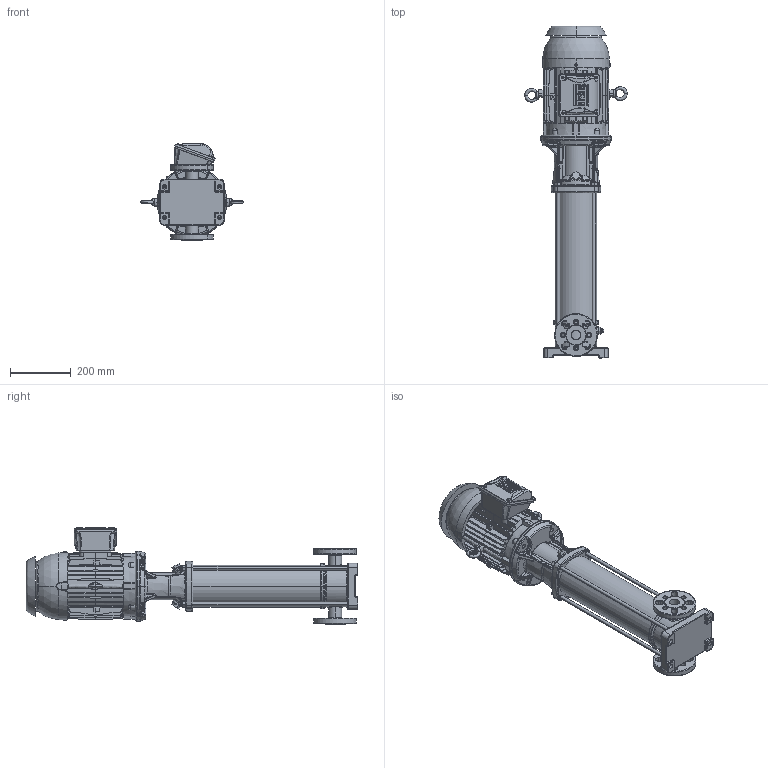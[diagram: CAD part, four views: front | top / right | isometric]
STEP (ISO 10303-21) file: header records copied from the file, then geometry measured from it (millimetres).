
FILE_DESCRIPTION (( 'STEP AP203' ), '1' );
FILE_NAME ('3350036 - MVI-15-25-5 HP-182TC-304-E-575~3.step', '2022-03-30T21:31:28', ( '' ), ( '' ), 'SwSTEP 2.0', 'SolidWorks 2021', '' );
FILE_SCHEMA (( 'CONFIG_CONTROL_DESIGN' ));
Length unit declared in the file: inch
Products named in the file (5): MVI PEO - [304-EPDM]_3304036 - MVI-15-25-5 HP-182TC-304-E-S; 2700095 - NEMA V2 5 HP 182_4TC 575~3 TEFC W; 3350036 - MVI-15-25-5 HP-182TC-304-E-575~3; sbi_n_3-25_flange(NEMA); TEFC MOTOR_2700095 - NEMA V2 5 HP 182_4TC 575~3 TEFC W
Assembly tree (4 placements, depth 3):
  3350036 - MVI-15-25-5 HP-182TC-304-E-575~3
    MVI PEO - [304-EPDM]_3304036 - MVI-15-25-5 HP-182TC-304-E-S
      sbi_n_3-25_flange(NEMA)
    TEFC MOTOR_2700095 - NEMA V2 5 HP 182_4TC 575~3 TEFC W
      2700095 - NEMA V2 5 HP 182_4TC 575~3 TEFC W
Bounding box: 335.99 x 1088.83 x 317.15 mm (x, y, z)
Volume: 25439282.3 mm3; surface area: 1507780.1 mm2
Topology: 18 solids, 18 shells, 3207 faces, 8092 edges, 5111 vertices
Faces by surface type: plane 1834, cylinder 582, bspline 570, cone 189, torus 26, sphere 6
Entity records: 149798 total; most frequent: CARTESIAN_POINT 78979, ORIENTED_EDGE 16082, DIRECTION 11945, EDGE_CURVE 8041, VERTEX_POINT 5104, VECTOR 4395, LINE 4395, AXIS2_PLACEMENT_3D 3775
